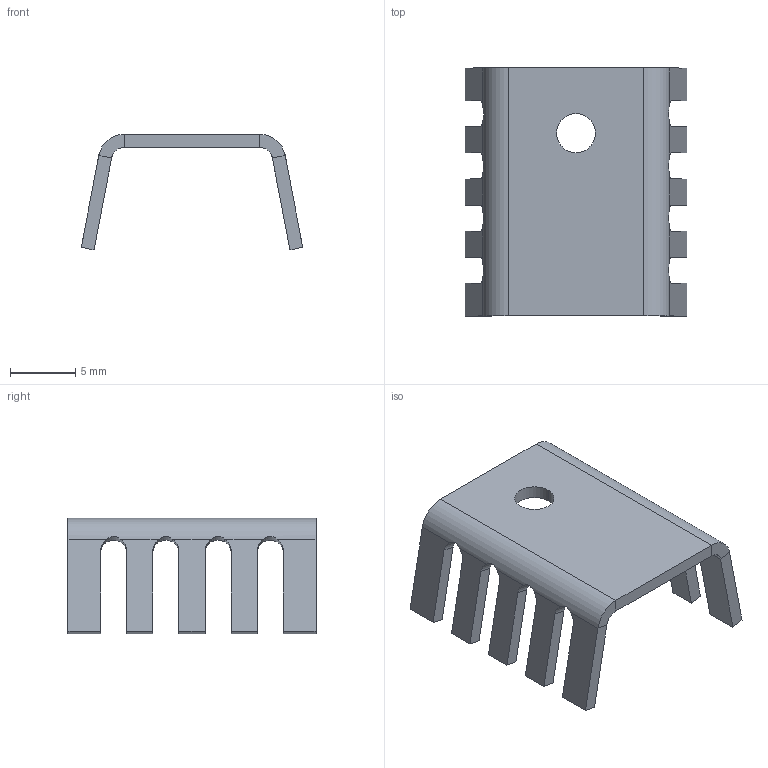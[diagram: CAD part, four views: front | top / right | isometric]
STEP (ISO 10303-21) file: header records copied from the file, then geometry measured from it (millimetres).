
FILE_DESCRIPTION (( 'STEP AP214' ), '1' );
FILE_NAME ('disipador_to220.STEP', '2020-12-17T04:21:42', ( '' ), ( '' ), 'SwSTEP 2.0', 'SolidWorks 2018', '' );
FILE_SCHEMA (( 'AUTOMOTIVE_DESIGN' ));
Length unit declared in the file: millimetre
Products named in the file (1): disipador_to220
Bounding box: 16.96 x 19 x 8.86 mm (x, y, z)
Volume: 427.1 mm3; surface area: 1069.6 mm2
Topology: 1 solids, 1 shells, 88 faces, 210 edges, 124 vertices
Faces by surface type: plane 58, bspline 24, cylinder 6
Entity records: 2912 total; most frequent: CARTESIAN_POINT 1071, ORIENTED_EDGE 420, DIRECTION 304, EDGE_CURVE 210, VECTOR 150, LINE 150, VERTEX_POINT 124, EDGE_LOOP 90
